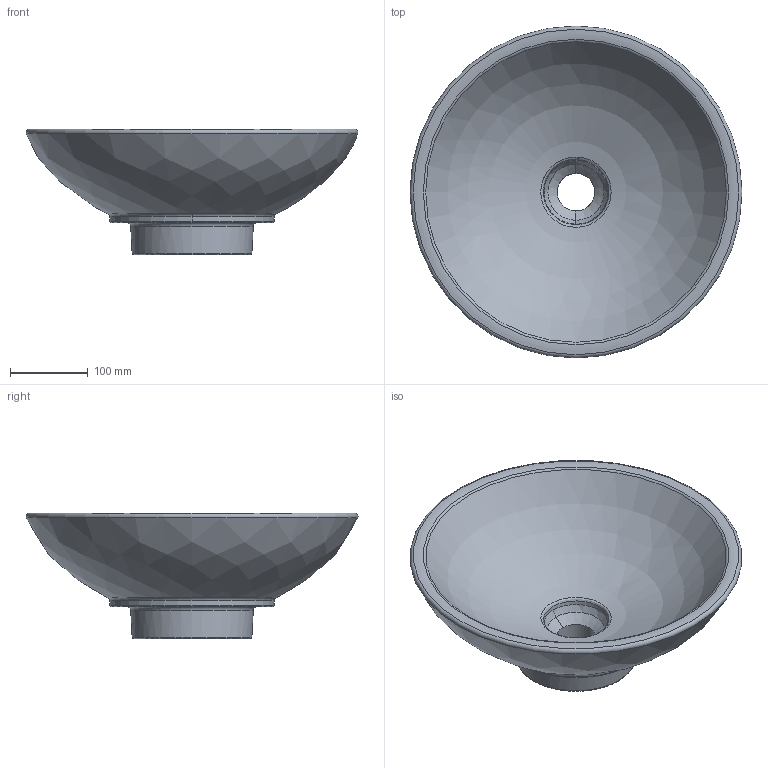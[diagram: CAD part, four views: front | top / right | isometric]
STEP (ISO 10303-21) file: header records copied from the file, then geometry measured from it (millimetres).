
FILE_DESCRIPTION(/* description */ (''),/* implementation_level */ '2;1');
FILE_NAME(/* name */ '411401_Loop&Friends_EW430.stp',/* time_stamp */ '2018-11-13T14:17:02+01:00',/* author */ (''),/* organization */ (''),/* preprocessor_version */ 'ST-DEVELOPER v16',/* originating_system */ 'SIEMENS PLM Software NX 10.0',/* authorisation */ '');
FILE_SCHEMA (('AUTOMOTIVE_DESIGN { 1 0 10303 214 3 1 1 1 }'));
Length unit declared in the file: millimetre
Products named in the file (1): Sier16ECC73F4rfl
Bounding box: 426.04 x 426.04 x 161.49 mm (x, y, z)
Volume: 5084564 mm3; surface area: 404787.1 mm2
Topology: 1 solids, 1 shells, 26 faces, 65 edges, 42 vertices
Faces by surface type: bspline 10, torus 7, cone 4, plane 2, revolution 2, cylinder 1
Full cylindrical faces by diameter (mm): 48.147 x1
Entity records: 1725 total; most frequent: CARTESIAN_POINT 1256, ORIENTED_EDGE 88, DIRECTION 74, EDGE_CURVE 44, EDGE_LOOP 40, AXIS2_PLACEMENT_3D 34, VERTEX_POINT 32, FACE_BOUND 28
